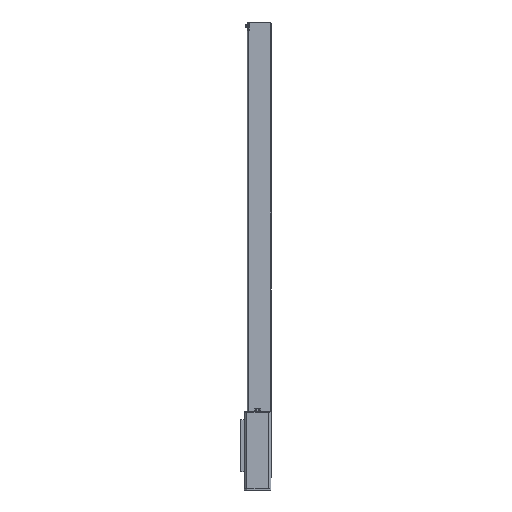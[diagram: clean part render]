
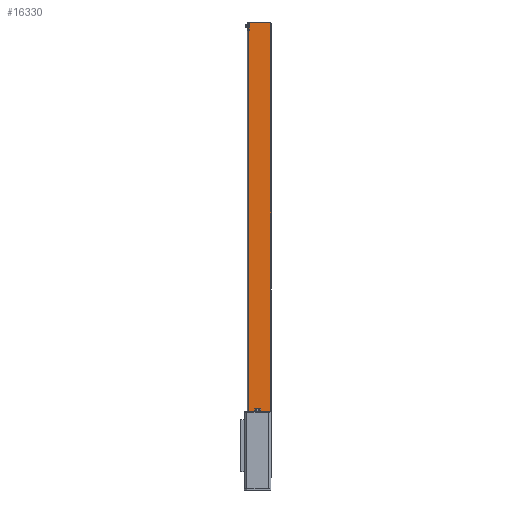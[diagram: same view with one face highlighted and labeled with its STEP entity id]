
A CAD part, left-side view. The second image highlights one B-rep face of the part: STEP entity #16330.
In plain terms, the highlighted planar face has unit normal (-1, 0, 0).
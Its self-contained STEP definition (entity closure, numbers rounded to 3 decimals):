
#279 = DIRECTION ( 'NONE',  ( 0., 0., -1. ) ) ;
#377 = VERTEX_POINT ( 'NONE', #27740 ) ;
#1035 = AXIS2_PLACEMENT_3D ( 'NONE', #20535, #18393, #18247 ) ;
#1383 = DIRECTION ( 'NONE',  ( 0., 0., -1. ) ) ;
#2114 = DIRECTION ( 'NONE',  ( 1., 0., 0. ) ) ;
#2247 = PLANE ( 'NONE',  #27670 ) ;
#2434 = EDGE_CURVE ( 'NONE', #5310, #21568, #22534, .T. ) ;
#2692 = CARTESIAN_POINT ( 'NONE',  ( -51.27, 13., 702. ) ) ;
#2847 = CIRCLE ( 'NONE', #1035, 2. ) ;
#3020 = CARTESIAN_POINT ( 'NONE',  ( -51.27, -19., 714.2 ) ) ;
#3102 = DIRECTION ( 'NONE',  ( 0., -1., 0. ) ) ;
#3106 = ORIENTED_EDGE ( 'NONE', *, *, #11417, .T. ) ;
#4232 = CARTESIAN_POINT ( 'NONE',  ( -51.27, -19., 712.2 ) ) ;
#4382 = CARTESIAN_POINT ( 'NONE',  ( -51.27, -21., 712.2 ) ) ;
#4924 = EDGE_CURVE ( 'NONE', #10079, #16805, #16251, .T. ) ;
#5016 = VECTOR ( 'NONE', #24609, 1000. ) ;
#5310 = VERTEX_POINT ( 'NONE', #4382 ) ;
#5445 = DIRECTION ( 'NONE',  ( 0., 0., -1. ) ) ;
#5659 = CARTESIAN_POINT ( 'NONE',  ( -51.27, -19., 10. ) ) ;
#5732 = LINE ( 'NONE', #9894, #18156 ) ;
#6385 = DIRECTION ( 'NONE',  ( -1., 0., 0. ) ) ;
#7001 = DIRECTION ( 'NONE',  ( 0., 0., -1. ) ) ;
#7033 = EDGE_LOOP ( 'NONE', ( #11828, #23920, #19042, #3106, #7141, #7477, #25236, #16860, #26186 ) ) ;
#7141 = ORIENTED_EDGE ( 'NONE', *, *, #4924, .F. ) ;
#7477 = ORIENTED_EDGE ( 'NONE', *, *, #22795, .T. ) ;
#8187 = VERTEX_POINT ( 'NONE', #18330 ) ;
#8577 = CARTESIAN_POINT ( 'NONE',  ( -51.27, 14.125, 758.673 ) ) ;
#8607 = EDGE_CURVE ( 'NONE', #24953, #11120, #21791, .T. ) ;
#9065 = VECTOR ( 'NONE', #7001, 1000. ) ;
#9133 = DIRECTION ( 'NONE',  ( 0., 0., -1. ) ) ;
#9460 = VECTOR ( 'NONE', #3102, 1000. ) ;
#9708 = CARTESIAN_POINT ( 'NONE',  ( -51.27, 14.125, 758.673 ) ) ;
#9894 = CARTESIAN_POINT ( 'NONE',  ( -51.27, 14.125, 10. ) ) ;
#9904 = CIRCLE ( 'NONE', #17640, 2. ) ;
#10079 = VERTEX_POINT ( 'NONE', #25190 ) ;
#10493 = EDGE_CURVE ( 'NONE', #8187, #24953, #16175, .T. ) ;
#11120 = VERTEX_POINT ( 'NONE', #17408 ) ;
#11417 = EDGE_CURVE ( 'NONE', #5310, #16805, #9904, .T. ) ;
#11567 = CARTESIAN_POINT ( 'NONE',  ( -51.27, -21., 758.673 ) ) ;
#11828 = ORIENTED_EDGE ( 'NONE', *, *, #16882, .T. ) ;
#13240 = CARTESIAN_POINT ( 'NONE',  ( -51.27, 14.125, 702. ) ) ;
#13313 = CARTESIAN_POINT ( 'NONE',  ( -51.27, -19., 12. ) ) ;
#13902 = CARTESIAN_POINT ( 'NONE',  ( -51.27, 13., 758.673 ) ) ;
#14112 = LINE ( 'NONE', #9708, #21101 ) ;
#14321 = AXIS2_PLACEMENT_3D ( 'NONE', #13313, #21994, #279 ) ;
#15261 = FACE_OUTER_BOUND ( 'NONE', #7033, .T. ) ;
#16175 = LINE ( 'NONE', #13902, #22583 ) ;
#16251 = LINE ( 'NONE', #20810, #9460 ) ;
#16330 = ADVANCED_FACE ( 'NONE', ( #15261 ), #2247, .F. ) ;
#16805 = VERTEX_POINT ( 'NONE', #3020 ) ;
#16860 = ORIENTED_EDGE ( 'NONE', *, *, #8607, .T. ) ;
#16882 = EDGE_CURVE ( 'NONE', #377, #20469, #5732, .T. ) ;
#17408 = CARTESIAN_POINT ( 'NONE',  ( -51.27, 14.125, 702. ) ) ;
#17640 = AXIS2_PLACEMENT_3D ( 'NONE', #4232, #6385, #21663 ) ;
#18156 = VECTOR ( 'NONE', #20595, 1000. ) ;
#18247 = DIRECTION ( 'NONE',  ( 0., 0., -1. ) ) ;
#18330 = CARTESIAN_POINT ( 'NONE',  ( -51.27, 13., 712.2 ) ) ;
#18393 = DIRECTION ( 'NONE',  ( -1., 0., 0. ) ) ;
#19042 = ORIENTED_EDGE ( 'NONE', *, *, #2434, .F. ) ;
#20469 = VERTEX_POINT ( 'NONE', #5659 ) ;
#20535 = CARTESIAN_POINT ( 'NONE',  ( -51.27, 11., 712.2 ) ) ;
#20595 = DIRECTION ( 'NONE',  ( 0., -1., 0. ) ) ;
#20810 = CARTESIAN_POINT ( 'NONE',  ( -51.27, 14.125, 714.2 ) ) ;
#21101 = VECTOR ( 'NONE', #1383, 1000. ) ;
#21568 = VERTEX_POINT ( 'NONE', #27366 ) ;
#21621 = CIRCLE ( 'NONE', #14321, 2. ) ;
#21663 = DIRECTION ( 'NONE',  ( 0., 0., -1. ) ) ;
#21791 = LINE ( 'NONE', #13240, #5016 ) ;
#21994 = DIRECTION ( 'NONE',  ( -1., 0., 0. ) ) ;
#22534 = LINE ( 'NONE', #11567, #9065 ) ;
#22583 = VECTOR ( 'NONE', #5445, 1000. ) ;
#22795 = EDGE_CURVE ( 'NONE', #10079, #8187, #2847, .T. ) ;
#22829 = EDGE_CURVE ( 'NONE', #11120, #377, #14112, .T. ) ;
#23920 = ORIENTED_EDGE ( 'NONE', *, *, #26330, .T. ) ;
#24609 = DIRECTION ( 'NONE',  ( 0., 1., 0. ) ) ;
#24953 = VERTEX_POINT ( 'NONE', #2692 ) ;
#25190 = CARTESIAN_POINT ( 'NONE',  ( -51.27, 11., 714.2 ) ) ;
#25236 = ORIENTED_EDGE ( 'NONE', *, *, #10493, .T. ) ;
#26186 = ORIENTED_EDGE ( 'NONE', *, *, #22829, .T. ) ;
#26330 = EDGE_CURVE ( 'NONE', #20469, #21568, #21621, .T. ) ;
#27366 = CARTESIAN_POINT ( 'NONE',  ( -51.27, -21., 12. ) ) ;
#27670 = AXIS2_PLACEMENT_3D ( 'NONE', #8577, #2114, #9133 ) ;
#27740 = CARTESIAN_POINT ( 'NONE',  ( -51.27, 14.125, 10. ) ) ;
